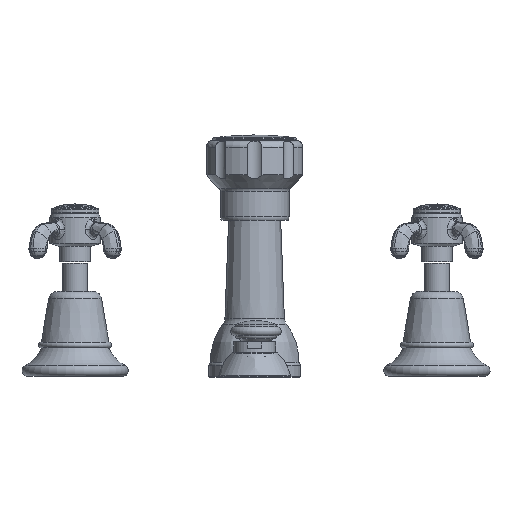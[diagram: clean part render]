
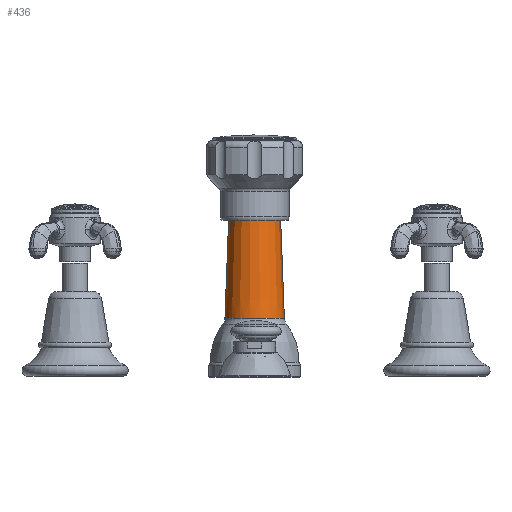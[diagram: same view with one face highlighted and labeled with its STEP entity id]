
A CAD part, top view. The second image highlights one B-rep face of the part: STEP entity #436.
In plain terms, the highlighted conical face has half-angle 2.15 degrees and reference radius 15.518 mm.
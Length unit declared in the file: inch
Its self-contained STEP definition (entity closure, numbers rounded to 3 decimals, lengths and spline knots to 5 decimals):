
#213=CARTESIAN_POINT('',(-0.03005,1.30334,-9.002));
#214=DIRECTION('',(0.,-1.,0.));
#215=DIRECTION('',(1.,0.,0.));
#216=AXIS2_PLACEMENT_3D('',#213,#214,#215);
#228=CARTESIAN_POINT('',(-0.03005,3.75,-9.002));
#229=DIRECTION('',(0.,1.,0.));
#230=DIRECTION('',(-1.,0.,0.));
#231=AXIS2_PLACEMENT_3D('',#228,#229,#230);
#233=DIRECTION('',(-0.038,0.999,0.));
#234=VECTOR('',#233,2.44838);
#235=CARTESIAN_POINT('',(0.62682,1.30334,-9.002));
#236=LINE('',#235,#234);
#242=DIRECTION('',(0.038,0.999,0.));
#243=VECTOR('',#242,2.44838);
#244=CARTESIAN_POINT('',(-0.68692,1.30334,
-9.002));
#245=LINE('',#244,#243);
#288=CARTESIAN_POINT('',(0.53495,3.75,-9.002));
#289=CARTESIAN_POINT('',(-0.59505,3.75,-9.002));
#290=VERTEX_POINT('',#288);
#291=VERTEX_POINT('',#289);
#292=CARTESIAN_POINT('',(-0.68692,1.30334,-9.002));
#293=CARTESIAN_POINT('',(0.62682,1.30334,-9.002));
#294=VERTEX_POINT('',#292);
#295=VERTEX_POINT('',#293);
#422=CARTESIAN_POINT('',(-0.03005,2.52667,-9.002));
#423=DIRECTION('',(0.,-1.,0.));
#424=DIRECTION('',(-1.,0.,0.));
#425=AXIS2_PLACEMENT_3D('',#422,#423,#424);
#426=CONICAL_SURFACE('',#425,0.61094,2.15);
#427=ORIENTED_EDGE('',*,*,#412,.T.);
#429=ORIENTED_EDGE('',*,*,#428,.T.);
#431=ORIENTED_EDGE('',*,*,#430,.T.);
#433=ORIENTED_EDGE('',*,*,#432,.F.);
#434=EDGE_LOOP('',(#427,#429,#431,#433));
#435=FACE_OUTER_BOUND('',#434,.F.);
#436=ADVANCED_FACE('',(#435),#426,.T.);
#217=CIRCLE('',#216,0.65687);
#232=CIRCLE('',#231,0.565);
#412=EDGE_CURVE('',#295,#294,#217,.T.);
#428=EDGE_CURVE('',#294,#291,#245,.T.);
#430=EDGE_CURVE('',#291,#290,#232,.T.);
#432=EDGE_CURVE('',#295,#290,#236,.T.);
